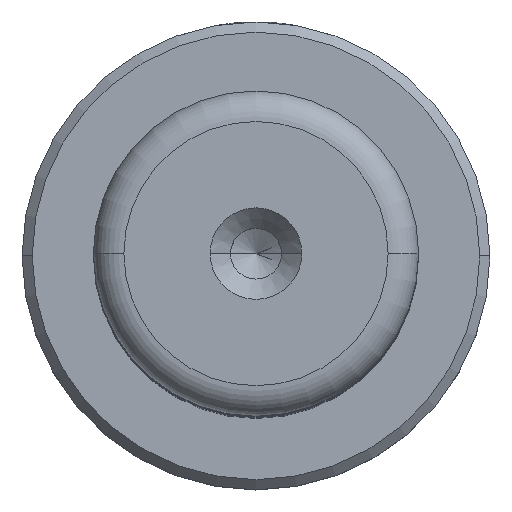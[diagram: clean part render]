
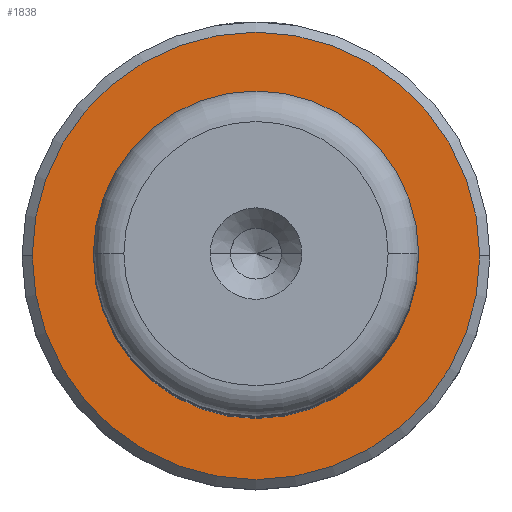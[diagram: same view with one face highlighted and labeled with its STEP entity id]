
A CAD part, top view. The second image highlights one B-rep face of the part: STEP entity #1838.
In plain terms, the highlighted planar face has unit normal (0, 0, 1).
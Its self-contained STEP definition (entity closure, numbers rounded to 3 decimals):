
#2 = FACE_OUTER_BOUND ( 'NONE', #833, .T. ) ;
#29 = ORIENTED_EDGE ( 'NONE', *, *, #1075, .T. ) ;
#46 = VERTEX_POINT ( 'NONE', #1613 ) ;
#59 = PLANE ( 'NONE',  #1743 ) ;
#69 = EDGE_CURVE ( 'NONE', #2337, #46, #2326, .T. ) ;
#70 = DIRECTION ( 'NONE',  ( -1., 0., 0. ) ) ;
#271 = DIRECTION ( 'NONE',  ( 0., 0., 1. ) ) ;
#273 = VERTEX_POINT ( 'NONE', #1714 ) ;
#337 = DIRECTION ( 'NONE',  ( 0., 0., 1. ) ) ;
#413 = CIRCLE ( 'NONE', #1852, 11. ) ;
#683 = AXIS2_PLACEMENT_3D ( 'NONE', #1700, #337, #1918 ) ;
#833 = EDGE_LOOP ( 'NONE', ( #1025, #29 ) ) ;
#847 = DIRECTION ( 'NONE',  ( 0., 0., 1. ) ) ;
#851 = EDGE_LOOP ( 'NONE', ( #2039, #2794 ) ) ;
#870 = CIRCLE ( 'NONE', #2215, 7.495 ) ;
#955 = DIRECTION ( 'NONE',  ( 0., 0., -1. ) ) ;
#956 = EDGE_CURVE ( 'NONE', #46, #2337, #870, .T. ) ;
#962 = CARTESIAN_POINT ( 'NONE',  ( 0., 0., 15. ) ) ;
#1025 = ORIENTED_EDGE ( 'NONE', *, *, #2189, .T. ) ;
#1075 = EDGE_CURVE ( 'NONE', #273, #1982, #2404, .T. ) ;
#1431 = DIRECTION ( 'NONE',  ( 0., 0., -1. ) ) ;
#1613 = CARTESIAN_POINT ( 'NONE',  ( 7.495, 0., 15. ) ) ;
#1700 = CARTESIAN_POINT ( 'NONE',  ( 0., 0., 15. ) ) ;
#1714 = CARTESIAN_POINT ( 'NONE',  ( 11., 0., 15. ) ) ;
#1743 = AXIS2_PLACEMENT_3D ( 'NONE', #962, #271, #1863 ) ;
#1797 = FACE_BOUND ( 'NONE', #851, .T. ) ;
#1838 = ADVANCED_FACE ( 'NONE', ( #2, #1797 ), #59, .T. ) ;
#1852 = AXIS2_PLACEMENT_3D ( 'NONE', #2158, #847, #2375 ) ;
#1863 = DIRECTION ( 'NONE',  ( 1., 0., 0. ) ) ;
#1918 = DIRECTION ( 'NONE',  ( 1., 0., 0. ) ) ;
#1922 = AXIS2_PLACEMENT_3D ( 'NONE', #2261, #955, #2475 ) ;
#1982 = VERTEX_POINT ( 'NONE', #2729 ) ;
#2039 = ORIENTED_EDGE ( 'NONE', *, *, #69, .T. ) ;
#2158 = CARTESIAN_POINT ( 'NONE',  ( 0., 0., 15. ) ) ;
#2189 = EDGE_CURVE ( 'NONE', #1982, #273, #413, .T. ) ;
#2215 = AXIS2_PLACEMENT_3D ( 'NONE', #2699, #1431, #70 ) ;
#2261 = CARTESIAN_POINT ( 'NONE',  ( 0., 0., 15. ) ) ;
#2326 = CIRCLE ( 'NONE', #1922, 7.495 ) ;
#2337 = VERTEX_POINT ( 'NONE', #2624 ) ;
#2375 = DIRECTION ( 'NONE',  ( 1., 0., 0. ) ) ;
#2404 = CIRCLE ( 'NONE', #683, 11. ) ;
#2475 = DIRECTION ( 'NONE',  ( -1., 0., 0. ) ) ;
#2624 = CARTESIAN_POINT ( 'NONE',  ( -7.495, 0., 15. ) ) ;
#2699 = CARTESIAN_POINT ( 'NONE',  ( 0., 0., 15. ) ) ;
#2729 = CARTESIAN_POINT ( 'NONE',  ( -11., 0., 15. ) ) ;
#2794 = ORIENTED_EDGE ( 'NONE', *, *, #956, .T. ) ;
